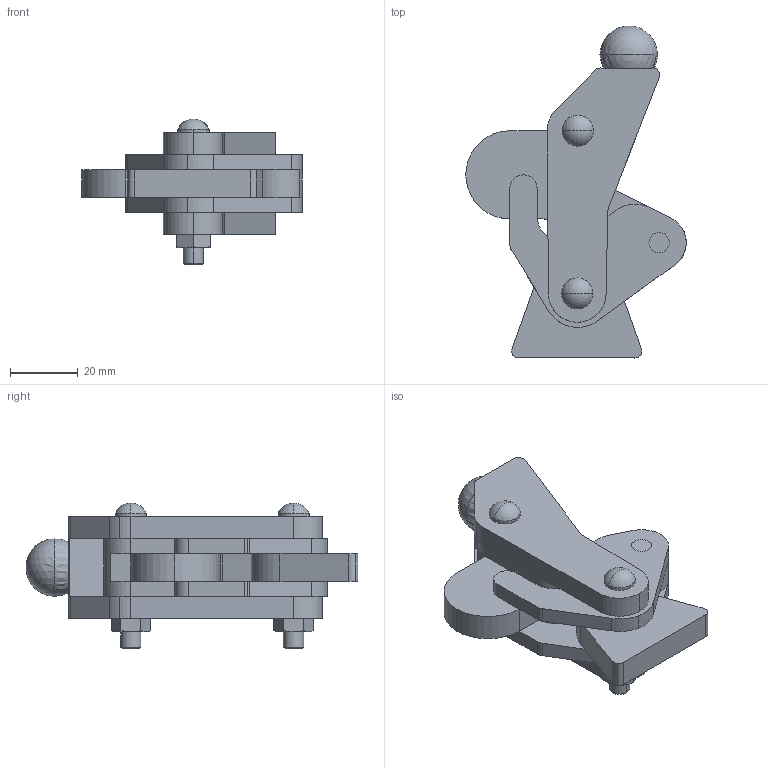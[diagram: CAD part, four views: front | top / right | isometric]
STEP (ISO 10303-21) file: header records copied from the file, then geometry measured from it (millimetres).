
FILE_DESCRIPTION((''),'2;1');
FILE_NAME('M18SCH.stp','2006-07-12T08:23:14',('Matthew'),(''),'Autodesk Inventor 8','Autodesk Inventor 8','');
FILE_SCHEMA(('AUTOMOTIVE_DESIGN { 1 0 10303 214 1 1 1 1 }'));
Length unit declared in the file: millimetre
Products named in the file (6): M18SCH; M18SCH1; M18SCH2; M18SCH3; M18SCH4; M18SCH5
Assembly tree (5 placements, depth 2):
  M18SCH
    M18SCH1
    M18SCH2
    M18SCH3
    M18SCH4
    M18SCH5
Bounding box: 64.99 x 97.89 x 43 mm (x, y, z)
Volume: 62237.8 mm3; surface area: 27624 mm2
Topology: 5 solids, 5 shells, 186 faces, 490 edges, 321 vertices
Faces by surface type: cylinder 90, plane 70, cone 20, sphere 6
Entity records: 5971 total; most frequent: DIRECTION 1075, CARTESIAN_POINT 1064, ORIENTED_EDGE 970, EDGE_CURVE 485, AXIS2_PLACEMENT_3D 418, VERTEX_POINT 320, VECTOR 239, LINE 239
